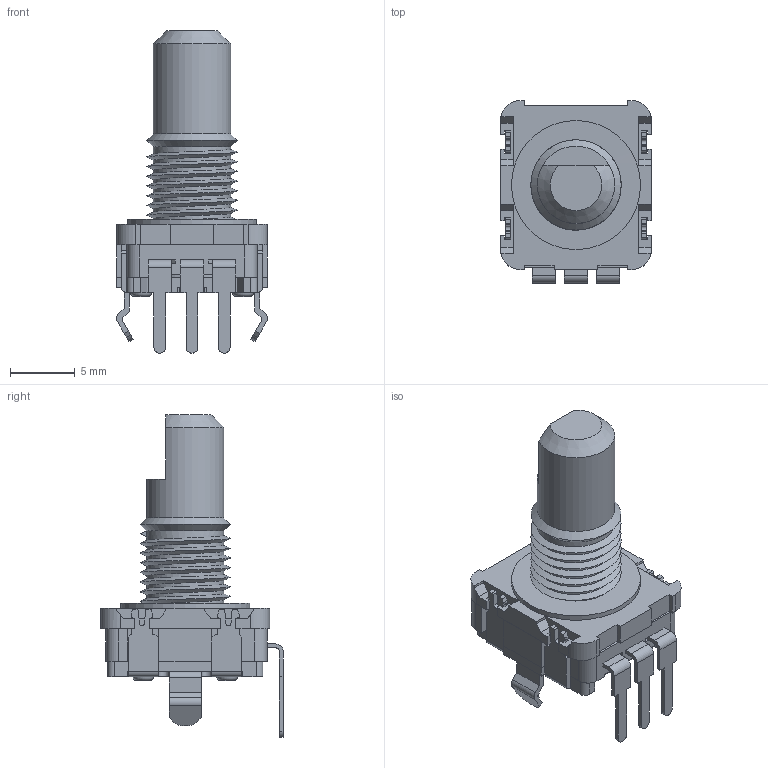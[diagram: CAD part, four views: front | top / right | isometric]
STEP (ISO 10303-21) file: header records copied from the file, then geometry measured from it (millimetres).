
FILE_DESCRIPTION(/* description */ (''),/* implementation_level */ '2;1');
FILE_NAME(/PRS11R-415F-Nxxxx.stp',/* time_stamp */ '2020-04-21T16:42:27+08:00',/* author */ ('jia'),/* organization */ (''),/* preprocessor_version */ 'ST-DEVELOPER v15.2',/* originating_system */ 'Autodesk Inventor 2014',/* authorisation */ '');
FILE_SCHEMA (('AUTOMOTIVE_DESIGN { 1 0 10303 214 3 1 1 }'));
Length unit declared in the file: millimetre
Products named in the file (11): PN4F38FCS-1.2; 軸 軸受block; 1R220977; 3RB6D10F1; 3NB85900_L; 3NB85900_.ipt; 2R150813H; EL block + 0.5SW block; 2R31098 取付板 無SW; 2N0211F2; PRS11R-415F-Nxxxx
Bounding box: 11.7 x 14.15 x 25 mm (x, y, z)
Volume: 901.1 mm3; surface area: 2272.7 mm2
Topology: 9 solids, 9 shells, 612 faces, 1638 edges, 1073 vertices
Faces by surface type: plane 410, cylinder 165, cone 27, torus 8, bspline 2
Full cylindrical faces by diameter (mm): 0.65 x5, 0.85 x4, 0.95 x3, 1.2 x4, 2.4 x1, 3 x1, 3.04 x1, 4.7 x1, 5.2 x1, 6 x1, 8.5 x1, 10 x1
Entity records: 20042 total; most frequent: CARTESIAN_POINT 4357, DIRECTION 3221, ORIENTED_EDGE 3174, EDGE_CURVE 1587, LINE 1185, VECTOR 1185, VERTEX_POINT 1066, AXIS2_PLACEMENT_3D 1018
